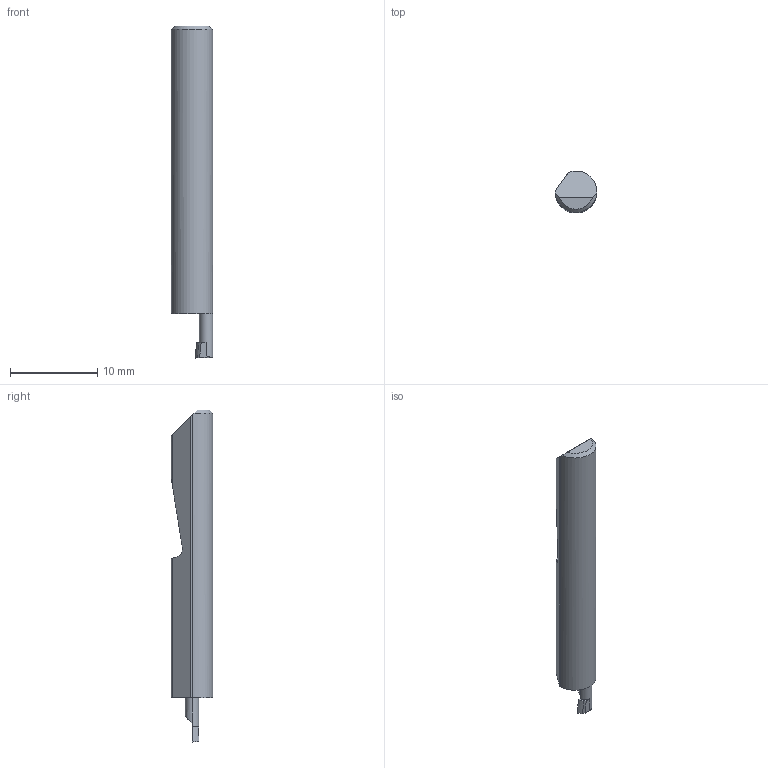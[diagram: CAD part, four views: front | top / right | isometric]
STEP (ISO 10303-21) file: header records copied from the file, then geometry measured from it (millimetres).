
FILE_DESCRIPTION (( 'STEP AP214' ), '1' );
FILE_NAME ('Micro_QBB-080200.STEP', '2021-09-09T13:20:00', ( '' ), ( '' ), 'SwSTEP 2.0', 'SolidWorks 2020', '' );
FILE_SCHEMA (( 'AUTOMOTIVE_DESIGN' ));
Length unit declared in the file: inch
Products named in the file (1): Micro_QBB-080200
Bounding box: 4.76 x 4.75 x 38.1 mm (x, y, z)
Volume: 544.6 mm3; surface area: 531.8 mm2
Topology: 1 solids, 1 shells, 20 faces, 49 edges, 31 vertices
Faces by surface type: plane 12, cylinder 7, cone 1
Entity records: 630 total; most frequent: CARTESIAN_POINT 149, ORIENTED_EDGE 98, DIRECTION 85, EDGE_CURVE 49, VERTEX_POINT 31, AXIS2_PLACEMENT_3D 29, LINE 27, VECTOR 27
